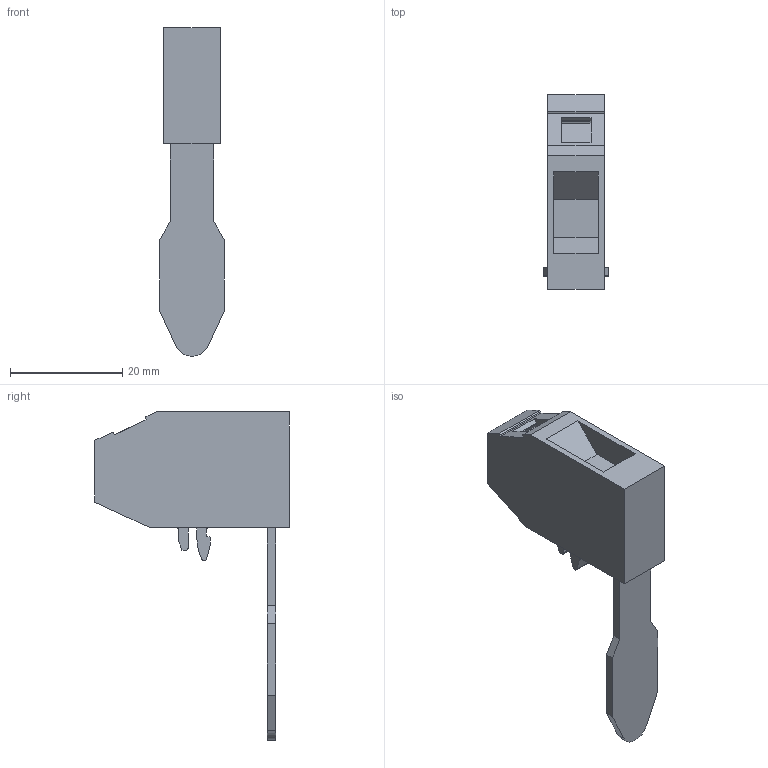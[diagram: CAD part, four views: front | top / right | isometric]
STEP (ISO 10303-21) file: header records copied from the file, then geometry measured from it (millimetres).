
FILE_DESCRIPTION(('CATIA V5 STEP Exchange','CAx-IF Rec.Pracs.--- Model Styling and Organization---1.4--- 2014-01-23'),'2;1');
FILE_NAME ('022161-2_0', '2021-05-04T08:46:22+00:00', ('none'), ('Weidmueller'), 'CATIA Version 5-6 Release 2016 SP3 HF44', 'CATIA V5 STEP AP214', 'none');
FILE_SCHEMA(('AUTOMOTIVE_DESIGN { 1 0 10303 214 1 1 1 1 }'));
Length unit declared in the file: millimetre
Products named in the file (1): 1802810000
Bounding box: 11.5 x 34.7 x 58.6 mm (x, y, z)
Volume: 6780.1 mm3; surface area: 3591.9 mm2
Topology: 2 solids, 2 shells, 68 faces, 177 edges, 118 vertices
Faces by surface type: plane 56, cylinder 12
Entity records: 2061 total; most frequent: CARTESIAN_POINT 361, ORIENTED_EDGE 354, DIRECTION 307, EDGE_CURVE 177, VECTOR 153, LINE 153, VERTEX_POINT 118, AXIS2_PLACEMENT_3D 90
